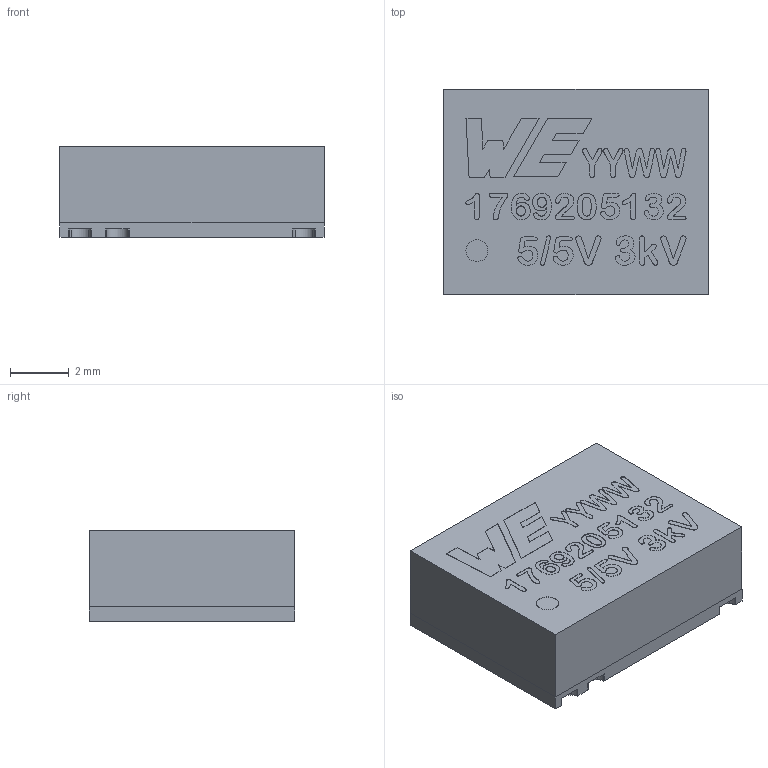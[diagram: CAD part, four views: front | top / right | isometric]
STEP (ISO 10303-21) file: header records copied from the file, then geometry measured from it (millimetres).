
FILE_DESCRIPTION(/* description */ ('Unknown'),/* implementation_level */ '2;1');
FILE_NAME(/* name */ '1769205132',/* time_stamp */ '2022-01-24T11:52:23+01:00',/* author */ ('Unknown'),/* organization */ ('Unknown'),/* preprocessor_version */ 'ST-DEVELOPER v16.7',/* originating_system */ 'Solid Edge',/* authorisation */ 'Unknown');
FILE_SCHEMA (('AUTOMOTIVE_DESIGN {1 0 10303 214 3 1 1}'));
Products named in the file (4): 1769205132; Base; Contacts; Cover
Assembly tree (3 placements, depth 2):
  1769205132
    Base
    Contacts
    Cover
Bounding box: 9 x 7 x 3.1 mm (x, y, z)
Volume: 194.9 mm3; surface area: 376.6 mm2
Topology: 9 solids, 9 shells, 2318 faces, 6820 edges, 4548 vertices
Faces by surface type: plane 2287, cylinder 31
Full cylindrical faces by diameter (mm): 0.75 x1
Entity records: 91094 total; most frequent: CARTESIAN_POINT 13689, ORIENTED_EDGE 13638, DIRECTION 11525, EDGE_CURVE 6819, LINE 6757, VECTOR 6757, VERTEX_POINT 4548, AXIS2_PLACEMENT_3D 2384
